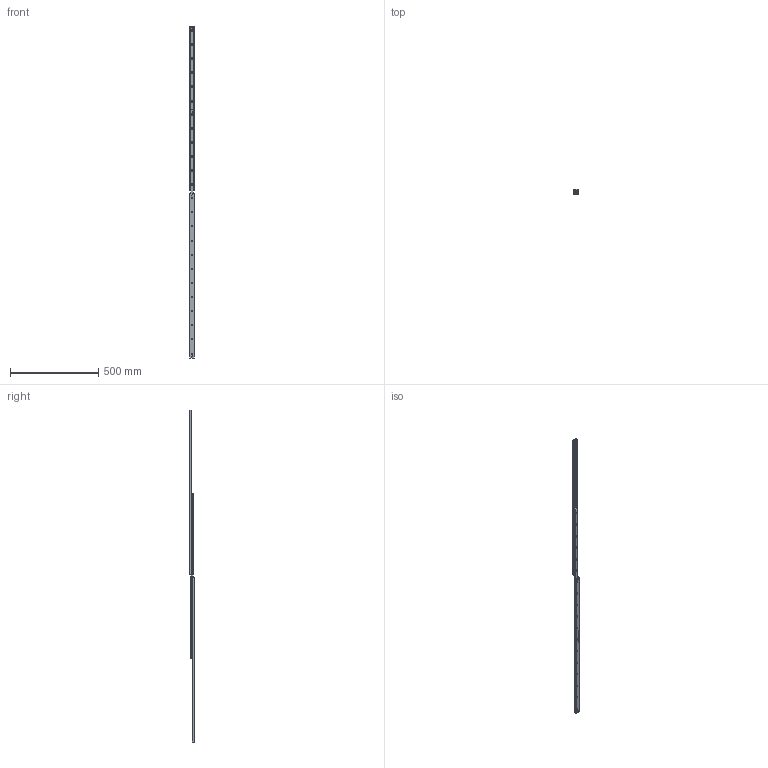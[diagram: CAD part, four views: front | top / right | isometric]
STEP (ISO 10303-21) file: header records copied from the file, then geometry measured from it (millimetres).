
FILE_DESCRIPTION((''),'2;1');
FILE_NAME('LCAD 28H-0930.stp','2011-05-02T12:14:31',('MKoza'),(''),'Autodesk Inventor 2009','Autodesk Inventor 2009','');
FILE_SCHEMA(('AUTOMOTIVE_DESIGN { 1 0 10303 214 1 1 1 1 }'));
Length unit declared in the file: millimetre
Products named in the file (9): LCAD 28H; LCM 28H; LLMD 28H; LLMG 28H; KF.LCA 28H; DIN 7991 - ersetzt durch DIN EN ISO 10642 M5  x  12; + AS.L 28H 4x3,8; + VKB.L 28H 4x7; + SC M4x0,35 DIN 1207
Assembly tree (28 placements, depth 2):
  LCAD 28H
    LCM 28H  x2
    LLMD 28H
    LLMG 28H
    KF.LCA 28H  x2
    DIN 7991 - ersetzt durch DIN EN ISO 10642 M5  x  12  x12
    + AS.L 28H 4x3,8  x4
    + VKB.L 28H 4x7  x4
    + SC M4x0,35 DIN 1207  x2
Bounding box: 28 x 26 x 1880 mm (x, y, z)
Volume: 511746.1 mm3; surface area: 329674.4 mm2
Topology: 28 solids, 28 shells, 526 faces, 1276 edges, 812 vertices
Faces by surface type: plane 260, bspline 108, cylinder 104, cone 48, torus 6
Full cylindrical faces by diameter (mm): 4 x10, 5 x16, 9.43 x12
Entity records: 8096 total; most frequent: CARTESIAN_POINT 2535, DIRECTION 1082, ORIENTED_EDGE 970, EDGE_CURVE 485, AXIS2_PLACEMENT_3D 426, EDGE_LOOP 412, VERTEX_POINT 369, CIRCLE 241
